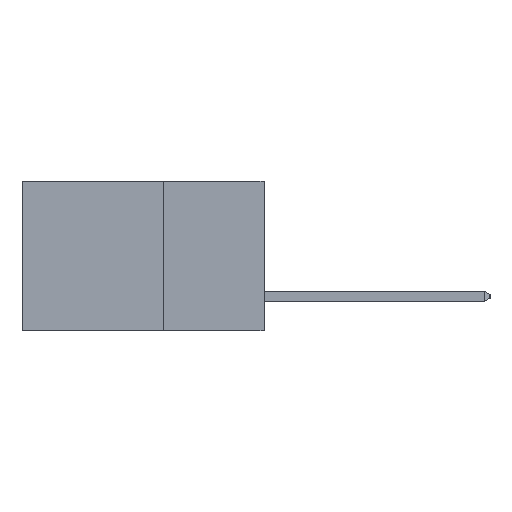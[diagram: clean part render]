
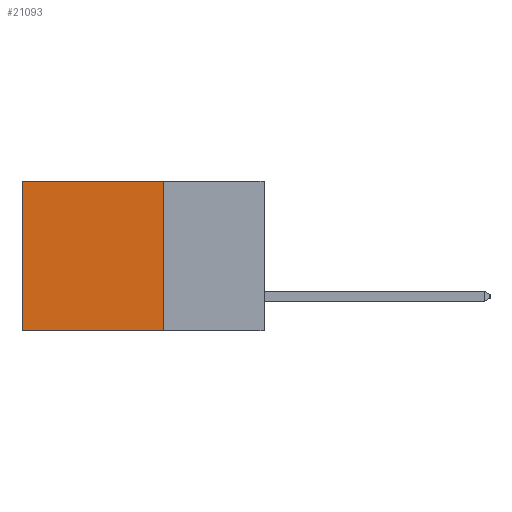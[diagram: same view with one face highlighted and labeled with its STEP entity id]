
A CAD part, left-side view. The second image highlights one B-rep face of the part: STEP entity #21093.
In plain terms, the highlighted planar face has unit normal (-1, 0, 0).
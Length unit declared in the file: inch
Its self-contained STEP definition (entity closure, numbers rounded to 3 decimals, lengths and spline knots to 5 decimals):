
#1659 = CARTESIAN_POINT ( 'NONE',  ( 0.2615, 0.25, 0. ) ) ;
#1700 = DIRECTION ( 'NONE',  ( 0., 1., 0. ) ) ;
#3091 = EDGE_LOOP ( 'NONE', ( #9288, #3768, #15109, #17643 ) ) ;
#3768 = ORIENTED_EDGE ( 'NONE', *, *, #9841, .F. ) ;
#6078 = VECTOR ( 'NONE', #1700, 39.37008 ) ;
#6809 = CARTESIAN_POINT ( 'NONE',  ( 0.2615, 0.25, -0.37 ) ) ;
#7325 = CARTESIAN_POINT ( 'NONE',  ( 0.2615, 0.25, -0.37 ) ) ;
#7681 = CARTESIAN_POINT ( 'NONE',  ( 0.2615, 0.6, 0. ) ) ;
#8091 = DIRECTION ( 'NONE',  ( 0., 1., 0. ) ) ;
#8766 = DIRECTION ( 'NONE',  ( 0., 0., -1. ) ) ;
#9288 = ORIENTED_EDGE ( 'NONE', *, *, #16761, .T. ) ;
#9841 = EDGE_CURVE ( 'NONE', #19425, #17790, #10270, .T. ) ;
#9862 = DIRECTION ( 'NONE',  ( 0., 0., -1. ) ) ;
#10210 = EDGE_CURVE ( 'NONE', #13041, #19425, #21609, .T. ) ;
#10270 = LINE ( 'NONE', #15723, #19857 ) ;
#10523 = CARTESIAN_POINT ( 'NONE',  ( 0.2615, 0.25, -0.37 ) ) ;
#11409 = CARTESIAN_POINT ( 'NONE',  ( 0.2615, 0.25, 0. ) ) ;
#11464 = VECTOR ( 'NONE', #18872, 39.37008 ) ;
#12725 = AXIS2_PLACEMENT_3D ( 'NONE', #6809, #20282, #8766 ) ;
#13041 = VERTEX_POINT ( 'NONE', #1659 ) ;
#15109 = ORIENTED_EDGE ( 'NONE', *, *, #10210, .F. ) ;
#15309 = CARTESIAN_POINT ( 'NONE',  ( 0.2615, 0.6, -0.37 ) ) ;
#15723 = CARTESIAN_POINT ( 'NONE',  ( 0.2615, 0.25, -0.37 ) ) ;
#15843 = EDGE_CURVE ( 'NONE', #13041, #24475, #21418, .T. ) ;
#16459 = PLANE ( 'NONE',  #12725 ) ;
#16761 = EDGE_CURVE ( 'NONE', #24475, #17790, #24660, .T. ) ;
#17643 = ORIENTED_EDGE ( 'NONE', *, *, #15843, .T. ) ;
#17790 = VERTEX_POINT ( 'NONE', #15309 ) ;
#18872 = DIRECTION ( 'NONE',  ( 0., 0., -1. ) ) ;
#19006 = VECTOR ( 'NONE', #9862, 39.37008 ) ;
#19408 = CARTESIAN_POINT ( 'NONE',  ( 0.2615, 0.6, -0.37 ) ) ;
#19425 = VERTEX_POINT ( 'NONE', #10523 ) ;
#19857 = VECTOR ( 'NONE', #8091, 39.37008 ) ;
#20282 = DIRECTION ( 'NONE',  ( 1., 0., 0. ) ) ;
#21093 = ADVANCED_FACE ( 'NONE', ( #22439 ), #16459, .F. ) ;
#21418 = LINE ( 'NONE', #11409, #6078 ) ;
#21609 = LINE ( 'NONE', #7325, #11464 ) ;
#22439 = FACE_OUTER_BOUND ( 'NONE', #3091, .T. ) ;
#24475 = VERTEX_POINT ( 'NONE', #7681 ) ;
#24660 = LINE ( 'NONE', #19408, #19006 ) ;
